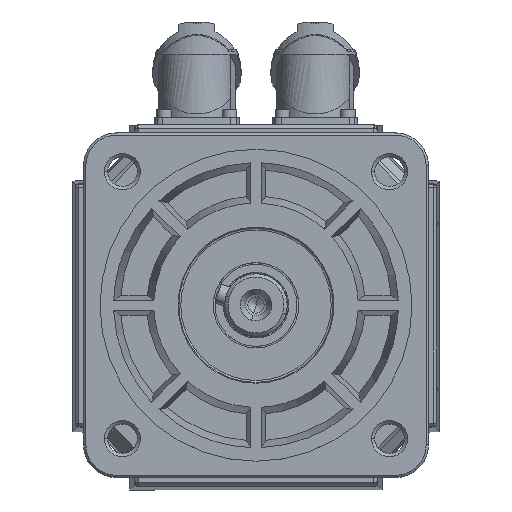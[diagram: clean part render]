
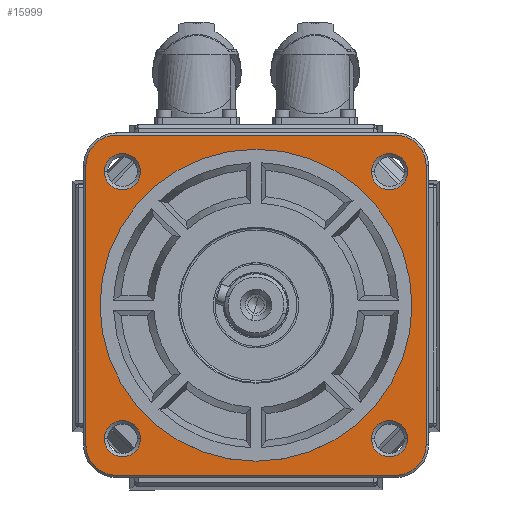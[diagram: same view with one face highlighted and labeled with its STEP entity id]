
A CAD part, top view. The second image highlights one B-rep face of the part: STEP entity #15999.
In plain terms, the highlighted planar face has unit normal (0, 0, 1).
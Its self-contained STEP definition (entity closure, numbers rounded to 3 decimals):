
#13386=CARTESIAN_POINT('',(-47.5,0.,155.5));
#13387=VERTEX_POINT('',#13386);
#13396=CARTESIAN_POINT('',(47.5,0.,155.5));
#13397=VERTEX_POINT('',#13396);
#13398=CARTESIAN_POINT('',(0.,0.,155.5));
#13399=DIRECTION('',(0.,0.,1.0));
#13400=DIRECTION('',(-1.0,0.,0.));
#13401=AXIS2_PLACEMENT_3D('',#13398,#13399,#13400);
#13402=CIRCLE('',#13401,47.5);
#13403=EDGE_CURVE('',#13387,#13397,#13402,.T.);
#13491=CARTESIAN_POINT('',(-46.159,40.659,155.5));
#13492=VERTEX_POINT('',#13491);
#13506=CARTESIAN_POINT('',(-35.159,40.659,155.5));
#13507=VERTEX_POINT('',#13506);
#13514=CARTESIAN_POINT('',(-40.659,40.659,155.5));
#13515=DIRECTION('',(0.,0.,1.0));
#13516=DIRECTION('',(-1.0,0.,0.));
#13517=AXIS2_PLACEMENT_3D('',#13514,#13515,#13516);
#13518=CIRCLE('',#13517,5.5);
#13519=EDGE_CURVE('',#13507,#13492,#13518,.T.);
#13592=CARTESIAN_POINT('',(35.159,40.659,155.5));
#13593=VERTEX_POINT('',#13592);
#13607=CARTESIAN_POINT('',(46.159,40.659,155.5));
#13608=VERTEX_POINT('',#13607);
#13615=CARTESIAN_POINT('',(40.659,40.659,155.5));
#13616=DIRECTION('',(0.,0.,1.0));
#13617=DIRECTION('',(-1.0,0.,0.));
#13618=AXIS2_PLACEMENT_3D('',#13615,#13616,#13617);
#13619=CIRCLE('',#13618,5.5);
#13620=EDGE_CURVE('',#13608,#13593,#13619,.T.);
#13693=CARTESIAN_POINT('',(35.159,-40.659,155.5));
#13694=VERTEX_POINT('',#13693);
#13708=CARTESIAN_POINT('',(46.159,-40.659,155.5));
#13709=VERTEX_POINT('',#13708);
#13716=CARTESIAN_POINT('',(40.659,-40.659,155.5));
#13717=DIRECTION('',(0.,0.,1.0));
#13718=DIRECTION('',(-1.0,0.,0.));
#13719=AXIS2_PLACEMENT_3D('',#13716,#13717,#13718);
#13720=CIRCLE('',#13719,5.5);
#13721=EDGE_CURVE('',#13709,#13694,#13720,.T.);
#13794=CARTESIAN_POINT('',(-46.159,-40.659,155.5));
#13795=VERTEX_POINT('',#13794);
#13809=CARTESIAN_POINT('',(-35.159,-40.659,155.5));
#13810=VERTEX_POINT('',#13809);
#13817=CARTESIAN_POINT('',(-40.659,-40.659,155.5));
#13818=DIRECTION('',(0.,0.,1.0));
#13819=DIRECTION('',(-1.0,0.,0.));
#13820=AXIS2_PLACEMENT_3D('',#13817,#13818,#13819);
#13821=CIRCLE('',#13820,5.5);
#13822=EDGE_CURVE('',#13810,#13795,#13821,.T.);
#15868=CARTESIAN_POINT('',(-40.659,-40.659,155.5));
#15869=DIRECTION('',(0.,0.,1.0));
#15870=DIRECTION('',(-1.0,0.,0.));
#15871=AXIS2_PLACEMENT_3D('',#15868,#15869,#15870);
#15872=CIRCLE('',#15871,5.5);
#15873=EDGE_CURVE('',#13795,#13810,#15872,.T.);
#15880=CARTESIAN_POINT('',(0.,0.,155.5));
#15881=DIRECTION('',(0.0,0.0,-1.0));
#15882=DIRECTION('',(-1.0,0.,0.0));
#15883=AXIS2_PLACEMENT_3D('',#15880,#15881,#15882);
#15884=PLANE('',#15883);
#15885=CARTESIAN_POINT('',(-42.5,51.8,155.5));
#15886=VERTEX_POINT('',#15885);
#15887=CARTESIAN_POINT('',(42.5,51.8,155.5));
#15888=VERTEX_POINT('',#15887);
#15889=CARTESIAN_POINT('',(-42.5,51.8,155.5));
#15890=DIRECTION('',(1.0,0.,0.));
#15891=VECTOR('',#15890,85.);
#15892=LINE('',#15889,#15891);
#15893=EDGE_CURVE('',#15886,#15888,#15892,.T.);
#15894=ORIENTED_EDGE('',*,*,#15893,.F.);
#15895=CARTESIAN_POINT('',(-51.8,42.5,155.5));
#15896=VERTEX_POINT('',#15895);
#15897=CARTESIAN_POINT('',(-42.5,42.5,155.5));
#15898=DIRECTION('',(0.,0.,-1.0));
#15899=DIRECTION('',(0.,1.0,0.));
#15900=AXIS2_PLACEMENT_3D('',#15897,#15898,#15899);
#15901=CIRCLE('',#15900,9.3);
#15902=EDGE_CURVE('',#15896,#15886,#15901,.T.);
#15903=ORIENTED_EDGE('',*,*,#15902,.F.);
#15904=CARTESIAN_POINT('',(-51.8,-42.5,155.5));
#15905=VERTEX_POINT('',#15904);
#15906=CARTESIAN_POINT('',(-51.8,-42.5,155.5));
#15907=DIRECTION('',(0.,1.0,0.0));
#15908=VECTOR('',#15907,85.);
#15909=LINE('',#15906,#15908);
#15910=EDGE_CURVE('',#15905,#15896,#15909,.T.);
#15911=ORIENTED_EDGE('',*,*,#15910,.F.);
#15912=CARTESIAN_POINT('',(-42.5,-51.8,155.5));
#15913=VERTEX_POINT('',#15912);
#15914=CARTESIAN_POINT('',(-42.5,-42.5,155.5));
#15915=DIRECTION('',(0.,0.,-1.0));
#15916=DIRECTION('',(-1.0,0.,0.));
#15917=AXIS2_PLACEMENT_3D('',#15914,#15915,#15916);
#15918=CIRCLE('',#15917,9.3);
#15919=EDGE_CURVE('',#15913,#15905,#15918,.T.);
#15920=ORIENTED_EDGE('',*,*,#15919,.F.);
#15921=CARTESIAN_POINT('',(42.5,-51.8,155.5));
#15922=VERTEX_POINT('',#15921);
#15923=CARTESIAN_POINT('',(42.5,-51.8,155.5));
#15924=DIRECTION('',(-1.0,0.,0.));
#15925=VECTOR('',#15924,85.0);
#15926=LINE('',#15923,#15925);
#15927=EDGE_CURVE('',#15922,#15913,#15926,.T.);
#15928=ORIENTED_EDGE('',*,*,#15927,.F.);
#15929=CARTESIAN_POINT('',(51.8,-42.5,155.5));
#15930=VERTEX_POINT('',#15929);
#15931=CARTESIAN_POINT('',(42.5,-42.5,155.5));
#15932=DIRECTION('',(0.,0.,-1.0));
#15933=DIRECTION('',(0.,-1.0,0.));
#15934=AXIS2_PLACEMENT_3D('',#15931,#15932,#15933);
#15935=CIRCLE('',#15934,9.3);
#15936=EDGE_CURVE('',#15930,#15922,#15935,.T.);
#15937=ORIENTED_EDGE('',*,*,#15936,.F.);
#15938=CARTESIAN_POINT('',(51.8,42.5,155.5));
#15939=VERTEX_POINT('',#15938);
#15940=CARTESIAN_POINT('',(51.8,42.5,155.5));
#15941=DIRECTION('',(0.,-1.0,0.0));
#15942=VECTOR('',#15941,85.);
#15943=LINE('',#15940,#15942);
#15944=EDGE_CURVE('',#15939,#15930,#15943,.T.);
#15945=ORIENTED_EDGE('',*,*,#15944,.F.);
#15946=CARTESIAN_POINT('',(42.5,42.5,155.5));
#15947=DIRECTION('',(0.,0.,-1.0));
#15948=DIRECTION('',(1.0,0.,0.));
#15949=AXIS2_PLACEMENT_3D('',#15946,#15947,#15948);
#15950=CIRCLE('',#15949,9.3);
#15951=EDGE_CURVE('',#15888,#15939,#15950,.T.);
#15952=ORIENTED_EDGE('',*,*,#15951,.F.);
#15953=EDGE_LOOP('',(#15894,#15903,#15911,#15920,#15928,#15937,#15945,#15952));
#15954=FACE_OUTER_BOUND('',#15953,.T.);
#15955=ORIENTED_EDGE('',*,*,#13721,.F.);
#15956=CARTESIAN_POINT('',(40.659,-40.659,155.5));
#15957=DIRECTION('',(0.,0.,1.0));
#15958=DIRECTION('',(-1.0,0.,0.));
#15959=AXIS2_PLACEMENT_3D('',#15956,#15957,#15958);
#15960=CIRCLE('',#15959,5.5);
#15961=EDGE_CURVE('',#13694,#13709,#15960,.T.);
#15962=ORIENTED_EDGE('',*,*,#15961,.F.);
#15963=EDGE_LOOP('',(#15955,#15962));
#15964=FACE_BOUND('',#15963,.T.);
#15965=ORIENTED_EDGE('',*,*,#13519,.F.);
#15966=CARTESIAN_POINT('',(-40.659,40.659,155.5));
#15967=DIRECTION('',(0.,0.,1.0));
#15968=DIRECTION('',(-1.0,0.,0.));
#15969=AXIS2_PLACEMENT_3D('',#15966,#15967,#15968);
#15970=CIRCLE('',#15969,5.5);
#15971=EDGE_CURVE('',#13492,#13507,#15970,.T.);
#15972=ORIENTED_EDGE('',*,*,#15971,.F.);
#15973=EDGE_LOOP('',(#15965,#15972));
#15974=FACE_BOUND('',#15973,.T.);
#15975=CARTESIAN_POINT('',(0.,0.,155.5));
#15976=DIRECTION('',(0.,0.,1.0));
#15977=DIRECTION('',(-1.0,0.,0.));
#15978=AXIS2_PLACEMENT_3D('',#15975,#15976,#15977);
#15979=CIRCLE('',#15978,47.5);
#15980=EDGE_CURVE('',#13397,#13387,#15979,.T.);
#15981=ORIENTED_EDGE('',*,*,#15980,.F.);
#15982=ORIENTED_EDGE('',*,*,#13403,.F.);
#15983=EDGE_LOOP('',(#15981,#15982));
#15984=FACE_BOUND('',#15983,.T.);
#15985=ORIENTED_EDGE('',*,*,#13620,.F.);
#15986=CARTESIAN_POINT('',(40.659,40.659,155.5));
#15987=DIRECTION('',(0.,0.,1.0));
#15988=DIRECTION('',(-1.0,0.,0.));
#15989=AXIS2_PLACEMENT_3D('',#15986,#15987,#15988);
#15990=CIRCLE('',#15989,5.5);
#15991=EDGE_CURVE('',#13593,#13608,#15990,.T.);
#15992=ORIENTED_EDGE('',*,*,#15991,.F.);
#15993=EDGE_LOOP('',(#15985,#15992));
#15994=FACE_BOUND('',#15993,.T.);
#15995=ORIENTED_EDGE('',*,*,#13822,.F.);
#15996=ORIENTED_EDGE('',*,*,#15873,.F.);
#15997=EDGE_LOOP('',(#15995,#15996));
#15998=FACE_BOUND('',#15997,.T.);
#15999=ADVANCED_FACE('',(#15954,#15964,#15974,#15984,#15994,#15998),#15884,.F.);
